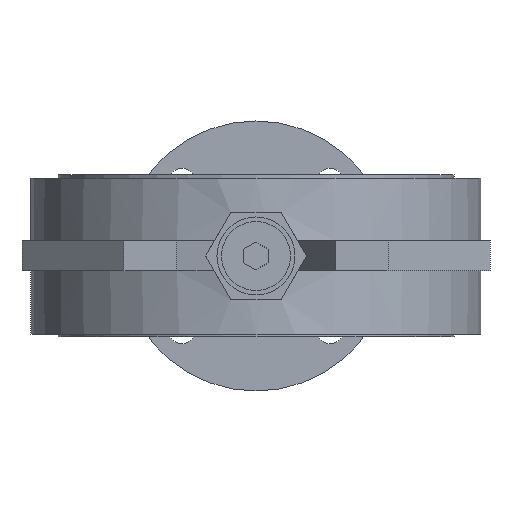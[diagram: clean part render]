
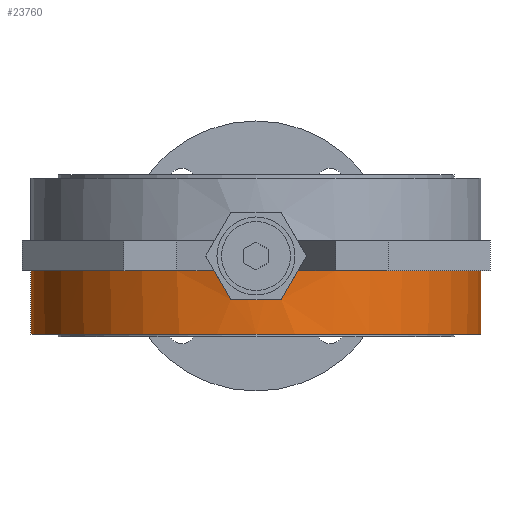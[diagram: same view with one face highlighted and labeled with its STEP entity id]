
A CAD part, front view. The second image highlights one B-rep face of the part: STEP entity #23760.
In plain terms, the highlighted cylindrical face has radius 75 mm (diameter 150 mm), a partial arc.
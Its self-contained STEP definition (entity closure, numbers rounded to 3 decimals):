
#325 = VERTEX_POINT ( 'NONE', #9617 ) ;
#331 = VECTOR ( 'NONE', #12627, 1000. ) ;
#358 = CARTESIAN_POINT ( 'NONE',  ( -8.372, -74.531, -14.5 ) ) ;
#904 = ORIENTED_EDGE ( 'NONE', *, *, #14747, .F. ) ;
#1455 = CARTESIAN_POINT ( 'NONE',  ( 0., 0., -5. ) ) ;
#2075 = EDGE_CURVE ( 'NONE', #3595, #15089, #11269, .T. ) ;
#2306 = AXIS2_PLACEMENT_3D ( 'NONE', #6314, #8183, #21231 ) ;
#2517 = EDGE_CURVE ( 'NONE', #325, #16306, #23797, .T. ) ;
#2745 = CYLINDRICAL_SURFACE ( 'NONE', #14234, 75. ) ;
#3022 = FACE_OUTER_BOUND ( 'NONE', #22600, .T. ) ;
#3445 = CARTESIAN_POINT ( 'NONE',  ( 13.856, -73.709, -5. ) ) ;
#3565 = LINE ( 'NONE', #16647, #19857 ) ;
#3595 = VERTEX_POINT ( 'NONE', #11994 ) ;
#4264 = EDGE_CURVE ( 'NONE', #15089, #17775, #23636, .T. ) ;
#4734 = AXIS2_PLACEMENT_3D ( 'NONE', #20473, #11021, #12897 ) ;
#5454 = CIRCLE ( 'NONE', #2306, 75. ) ;
#5560 = EDGE_CURVE ( 'NONE', #20431, #12248, #22206, .T. ) ;
#5759 = EDGE_CURVE ( 'NONE', #12248, #12590, #5454, .T. ) ;
#6314 = CARTESIAN_POINT ( 'NONE',  ( 0., 0., -14.5 ) ) ;
#6675 = DIRECTION ( 'NONE',  ( 1., 0., 0. ) ) ;
#6808 =( BOUNDED_CURVE ( )  B_SPLINE_CURVE ( 3, ( #358, #20851, #7502, #11316 ),
 .UNSPECIFIED., .F., .F. ) 
 B_SPLINE_CURVE_WITH_KNOTS ( ( 4, 4 ),
 ( 4.824, 4.898 ),
 .UNSPECIFIED. ) 
 CURVE ( )  GEOMETRIC_REPRESENTATION_ITEM ( )  RATIONAL_B_SPLINE_CURVE ( ( 1., 1., 1., 1. ) ) 
 REPRESENTATION_ITEM ( '' )  );
#6928 = CARTESIAN_POINT ( 'NONE',  ( 75., 0., -5. ) ) ;
#7134 = ORIENTED_EDGE ( 'NONE', *, *, #2075, .T. ) ;
#7189 = AXIS2_PLACEMENT_3D ( 'NONE', #17590, #10196, #6675 ) ;
#7502 = CARTESIAN_POINT ( 'NONE',  ( -12.039, -74.051, -8.148 ) ) ;
#8183 = DIRECTION ( 'NONE',  ( 0., 0., -1. ) ) ;
#9518 = CARTESIAN_POINT ( 'NONE',  ( 13.856, -73.709, -5. ) ) ;
#9606 = CARTESIAN_POINT ( 'NONE',  ( -13.856, -73.709, -5. ) ) ;
#9617 = CARTESIAN_POINT ( 'NONE',  ( -75., 0., -5. ) ) ;
#10106 = ORIENTED_EDGE ( 'NONE', *, *, #10618, .T. ) ;
#10196 = DIRECTION ( 'NONE',  ( 0., 0., 1. ) ) ;
#10618 = EDGE_CURVE ( 'NONE', #12590, #16306, #6808, .T. ) ;
#11021 = DIRECTION ( 'NONE',  ( 0., 0., 1. ) ) ;
#11269 = CIRCLE ( 'NONE', #7189, 75. ) ;
#11316 = CARTESIAN_POINT ( 'NONE',  ( -13.856, -73.709, -5. ) ) ;
#11481 = ORIENTED_EDGE ( 'NONE', *, *, #4264, .T. ) ;
#11994 = CARTESIAN_POINT ( 'NONE',  ( -75., 0., -26. ) ) ;
#12047 = CIRCLE ( 'NONE', #4734, 75. ) ;
#12248 = VERTEX_POINT ( 'NONE', #22989 ) ;
#12590 = VERTEX_POINT ( 'NONE', #20545 ) ;
#12598 = CARTESIAN_POINT ( 'NONE',  ( 0., 0., 115.101 ) ) ;
#12627 = DIRECTION ( 'NONE',  ( 0., 0., 1. ) ) ;
#12897 = DIRECTION ( 'NONE',  ( 1., 0., 0. ) ) ;
#13870 = ORIENTED_EDGE ( 'NONE', *, *, #15315, .F. ) ;
#14176 = CARTESIAN_POINT ( 'NONE',  ( 75., 0., -26. ) ) ;
#14234 = AXIS2_PLACEMENT_3D ( 'NONE', #12598, #20093, #15102 ) ;
#14439 = CARTESIAN_POINT ( 'NONE',  ( 75., 0., 115.101 ) ) ;
#14747 = EDGE_CURVE ( 'NONE', #20431, #17775, #12047, .T. ) ;
#15089 = VERTEX_POINT ( 'NONE', #14176 ) ;
#15102 = DIRECTION ( 'NONE',  ( 1., 0., 0. ) ) ;
#15315 = EDGE_CURVE ( 'NONE', #3595, #325, #3565, .T. ) ;
#16090 = AXIS2_PLACEMENT_3D ( 'NONE', #1455, #19917, #23620 ) ;
#16306 = VERTEX_POINT ( 'NONE', #9606 ) ;
#16647 = CARTESIAN_POINT ( 'NONE',  ( -75., 0., 115.101 ) ) ;
#16906 = CARTESIAN_POINT ( 'NONE',  ( 12.039, -74.051, -8.148 ) ) ;
#16986 = CARTESIAN_POINT ( 'NONE',  ( 8.372, -74.531, -14.5 ) ) ;
#17178 = ORIENTED_EDGE ( 'NONE', *, *, #5759, .T. ) ;
#17590 = CARTESIAN_POINT ( 'NONE',  ( 0., 0., -26. ) ) ;
#17775 = VERTEX_POINT ( 'NONE', #6928 ) ;
#18776 = CARTESIAN_POINT ( 'NONE',  ( 10.21, -74.325, -11.316 ) ) ;
#19857 = VECTOR ( 'NONE', #20386, 1000. ) ;
#19917 = DIRECTION ( 'NONE',  ( 0., 0., 1. ) ) ;
#20093 = DIRECTION ( 'NONE',  ( 0., 0., 1. ) ) ;
#20386 = DIRECTION ( 'NONE',  ( 0., 0., 1. ) ) ;
#20431 = VERTEX_POINT ( 'NONE', #3445 ) ;
#20473 = CARTESIAN_POINT ( 'NONE',  ( 0., 0., -5. ) ) ;
#20545 = CARTESIAN_POINT ( 'NONE',  ( -8.372, -74.531, -14.5 ) ) ;
#20851 = CARTESIAN_POINT ( 'NONE',  ( -10.21, -74.325, -11.316 ) ) ;
#21231 = DIRECTION ( 'NONE',  ( 1., 0., 0. ) ) ;
#22206 =( BOUNDED_CURVE ( )  B_SPLINE_CURVE ( 3, ( #9518, #16906, #18776, #16986 ),
 .UNSPECIFIED., .F., .T. ) 
 B_SPLINE_CURVE_WITH_KNOTS ( ( 4, 4 ),
 ( 1.385, 1.459 ),
 .UNSPECIFIED. ) 
 CURVE ( )  GEOMETRIC_REPRESENTATION_ITEM ( )  RATIONAL_B_SPLINE_CURVE ( ( 1., 1., 1., 1. ) ) 
 REPRESENTATION_ITEM ( '' )  );
#22600 = EDGE_LOOP ( 'NONE', ( #13870, #7134, #11481, #904, #23846, #17178, #10106, #23680 ) ) ;
#22989 = CARTESIAN_POINT ( 'NONE',  ( 8.372, -74.531, -14.5 ) ) ;
#23620 = DIRECTION ( 'NONE',  ( 1., 0., 0. ) ) ;
#23636 = LINE ( 'NONE', #14439, #331 ) ;
#23680 = ORIENTED_EDGE ( 'NONE', *, *, #2517, .F. ) ;
#23760 = ADVANCED_FACE ( 'NONE', ( #3022 ), #2745, .T. ) ;
#23797 = CIRCLE ( 'NONE', #16090, 75. ) ;
#23846 = ORIENTED_EDGE ( 'NONE', *, *, #5560, .T. ) ;
